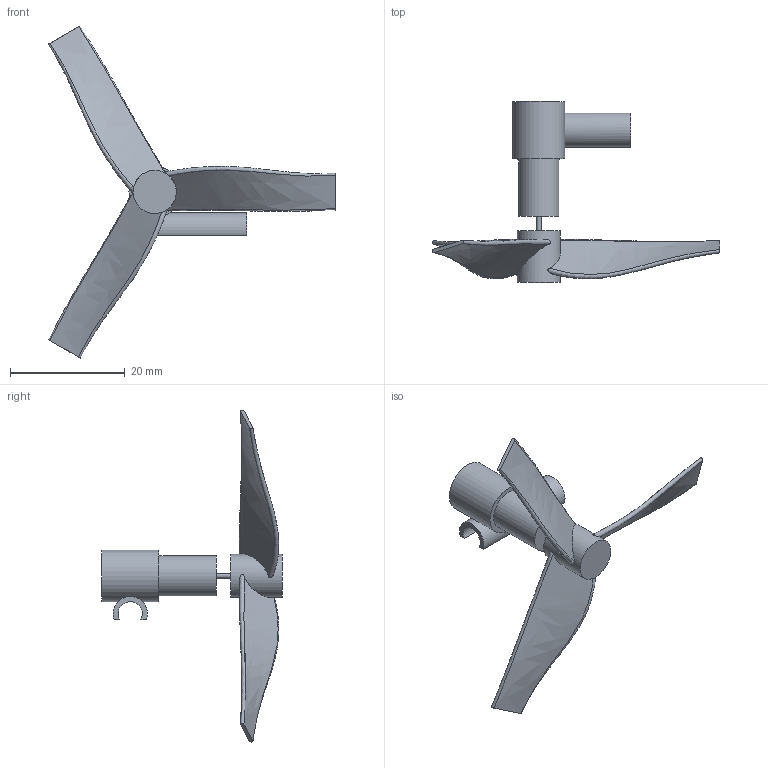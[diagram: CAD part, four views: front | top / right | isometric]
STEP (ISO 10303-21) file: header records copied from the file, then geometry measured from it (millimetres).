
FILE_DESCRIPTION(/* description */ (''),/* implementation_level */ '2;1');
FILE_NAME(/* name */ 'Assamble-Attache-Moteurs v5.step',/* time_stamp */ '2023-06-14T11:14:00+02:00',/* author */ (''),/* organization */ (''),/* preprocessor_version */ 'ST-DEVELOPER v19.2',/* originating_system */ 'Autodesk Translation Framework v12.6.0.85',/* authorisation */ '');
FILE_SCHEMA (('AUTOMOTIVE_DESIGN { 1 0 10303 214 3 1 1 }'));
Length unit declared in the file: millimetre
Products named in the file (4): Assamble-Attache-Moteurs; ServoMotor; 3-Attache_moteurs_sans_reducteur; 3-Blades-Propeller-Final
Assembly tree (3 placements, depth 2):
  Assamble-Attache-Moteurs
    ServoMotor
    3-Attache_moteurs_sans_reducteur
    3-Blades-Propeller-Final
Bounding box: 50.09 x 31.5 x 57.8 mm (x, y, z)
Volume: 2131.3 mm3; surface area: 3330.7 mm2
Topology: 3 solids, 3 shells, 35 faces, 79 edges, 55 vertices
Faces by surface type: plane 15, bspline 12, cylinder 8
Full cylindrical faces by diameter (mm): 0.7 x1, 0.8 x1, 7 x1, 7.2 x1, 7.5 x1, 9 x1
Entity records: 3305 total; most frequent: CARTESIAN_POINT 2461, ORIENTED_EDGE 158, DIRECTION 126, EDGE_CURVE 79, VERTEX_POINT 55, AXIS2_PLACEMENT_3D 52, EDGE_LOOP 42, B_SPLINE_CURVE_WITH_KNOTS 35
